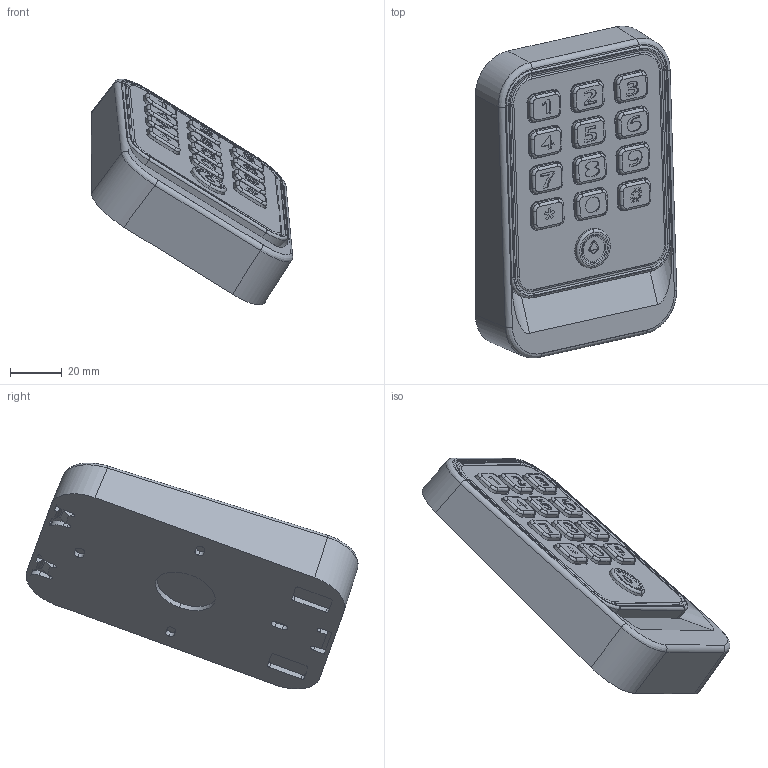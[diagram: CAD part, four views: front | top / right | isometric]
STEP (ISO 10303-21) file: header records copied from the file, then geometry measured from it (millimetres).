
FILE_DESCRIPTION(('CATIA V5 STEP Exchange'),'2;1');
FILE_NAME('442MBEXT-TN.stp','2025-03-17T09:20:56+00:00',('none'),('none'),'CATIA Version 5-6 Release 2016 SP6','CATIA V5 STEP AP203','none');
FILE_SCHEMA(('CONFIG_CONTROL_DESIGN'));
Length unit declared in the file: millimetre
Products named in the file (1): 442MBEXT-TN
Assembly tree (2 placements, depth 2):
  442MBEXT-TN
    #57
    #101
Bounding box: 77.52 x 127.88 x 87.04 mm (x, y, z)
Volume: 179638.7 mm3; surface area: 28627.9 mm2
Topology: 1 solids, 2 shells, 688 faces, 1822 edges, 1192 vertices
Faces by surface type: plane 292, cylinder 230, extrusion 92, torus 54, bspline 20
Entity records: 23465 total; most frequent: CARTESIAN_POINT 7276, ORIENTED_EDGE 3640, DIRECTION 2662, EDGE_CURVE 1820, VERTEX_POINT 1188, VECTOR 1132, LINE 1040, AXIS2_PLACEMENT_3D 950
